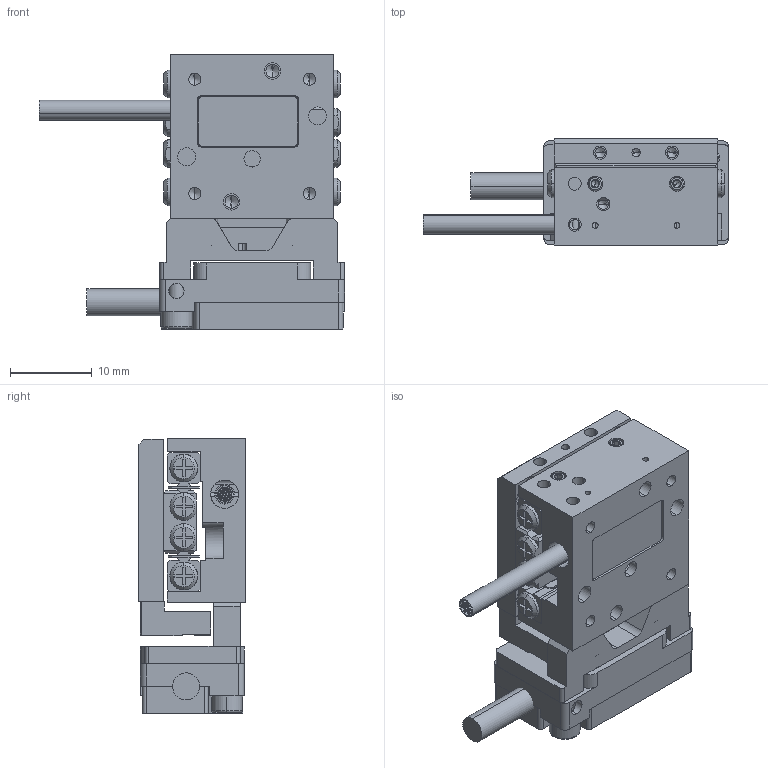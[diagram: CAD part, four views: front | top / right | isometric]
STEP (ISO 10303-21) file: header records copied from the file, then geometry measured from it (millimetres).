
FILE_DESCRIPTION (( 'STEP AP214' ), '1' );
FILE_NAME ('PPS-20-113X9.STEP', '2023-07-18T19:49:24', ( '' ), ( '' ), 'SwSTEP 2.0', 'SolidWorks 2023', '' );
FILE_SCHEMA (( 'AUTOMOTIVE_DESIGN' ));
Length unit declared in the file: millimetre
Products named in the file (17): SCREW, MS-PFH, M-DIN_M2 x 0.4 x 05mm; SCREW, MS-PPH, M-JCIS_M1.6 x 0.35 x 4mm; 430414 PPS-20 & 28, Encoder Bracket, MII; Set Screw, Cup-H, E-ASME_E1-72 x 1''16; PPS-20, Back Cover, Master Part; SCREW, SHCS-S, M-DIN_M1.6 x 0.35 x 05mm; NB Slide Way SVW 1000 Rail_SVW 1020; 110124 Encoder Head, MII 6000V, Vacuum; PPS-20, Carriage, Master Part_20mm; NB Slide Way SVW 1000 Center Way_SVW 1020; PPS-20-113X9; NB Slide Way SVW 1000 Cage_SVW 1020-6Z Custom; 130160 Bearing, NB, Slide Way, SVW 1000_SVW 1020-6Z Custom (Rigid at Center); PPS-20, Scale Bracket, MII, Master Part_20mm; PPS-20, Base, Master Part_L20, No Ears ; TFC-421 Silver Braided Cable_L20; SCREW, SHCS-S, M-DIN_M2 x 0.4 x 06mm
Assembly tree (27 placements, depth 3):
  PPS-20-113X9
    PPS-20, Base, Master Part_L20, No Ears 
    PPS-20, Back Cover, Master Part
    TFC-421 Silver Braided Cable_L20
    PPS-20, Carriage, Master Part_20mm
    SCREW, MS-PFH, M-DIN_M2 x 0.4 x 05mm  x2
    130160 Bearing, NB, Slide Way, SVW 1000_SVW 1020-6Z Custom (Rigid at Center)
      NB Slide Way SVW 1000 Rail_SVW 1020  x2
      NB Slide Way SVW 1000 Center Way_SVW 1020
      NB Slide Way SVW 1000 Cage_SVW 1020-6Z Custom  x2
    Set Screw, Cup-H, E-ASME_E1-72 x 1''16  x2
    SCREW, MS-PPH, M-JCIS_M1.6 x 0.35 x 4mm  x6
    110124 Encoder Head, MII 6000V, Vacuum
    430414 PPS-20 & 28, Encoder Bracket, MII
    PPS-20, Scale Bracket, MII, Master Part_20mm
    SCREW, SHCS-S, M-DIN_M1.6 x 0.35 x 05mm  x2
    SCREW, SHCS-S, M-DIN_M2 x 0.4 x 06mm  x2
Bounding box: 37.3 x 13 x 33.6 mm (x, y, z)
Volume: 5984.4 mm3; surface area: 10360.8 mm2
Topology: 44 solids, 44 shells, 1484 faces, 3684 edges, 2297 vertices
Faces by surface type: plane 693, cylinder 422, cone 289, torus 68, bspline 12
Entity records: 53586 total; most frequent: CARTESIAN_POINT 26340, DIRECTION 5617, ORIENTED_EDGE 5448, EDGE_CURVE 2724, AXIS2_PLACEMENT_3D 2032, VERTEX_POINT 1749, VECTOR 1553, LINE 1553
